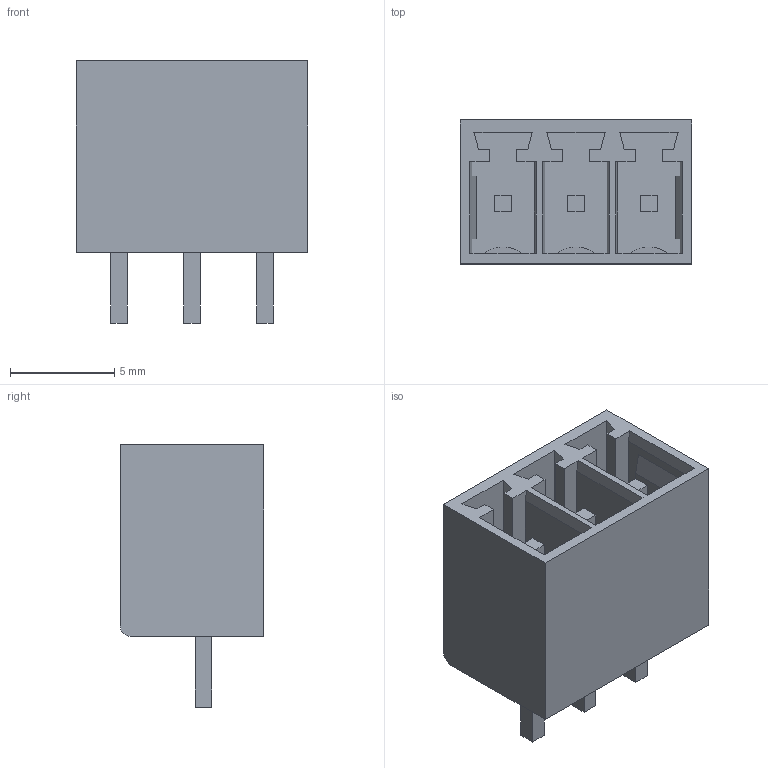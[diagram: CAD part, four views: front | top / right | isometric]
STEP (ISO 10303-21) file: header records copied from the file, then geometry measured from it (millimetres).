
FILE_DESCRIPTION((''),'2;1');
FILE_NAME('C-2351886-3','2019-07-24T04:50:27',('workeradm'),('TE Connectivity Ltd.'),'CREO PARAMETRIC BY PTC INC, 2019030','CREO PARAMETRIC BY PTC INC, 2019030','');
FILE_SCHEMA(('AUTOMOTIVE_DESIGN { 1 0 10303 214 1 1 1 1 }'));
Length unit declared in the file: millimetre
Products named in the file (1): C-2351886-3
Bounding box: 11.1 x 6.9 x 12.6 mm (x, y, z)
Volume: 471.9 mm3; surface area: 874.5 mm2
Topology: 1 solids, 1 shells, 99 faces, 258 edges, 170 vertices
Faces by surface type: plane 95, cylinder 4
Entity records: 3315 total; most frequent: CARTESIAN_POINT 551, ORIENTED_EDGE 516, DIRECTION 458, EDGE_CURVE 258, VECTOR 250, LINE 250, VERTEX_POINT 170, COLOUR_RGB 126
